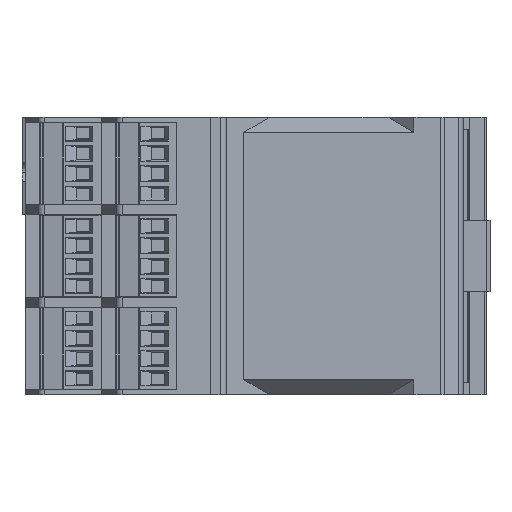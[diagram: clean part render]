
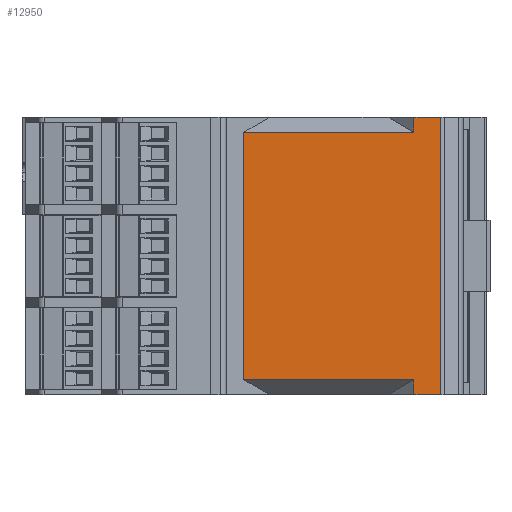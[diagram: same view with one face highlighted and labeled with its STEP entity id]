
A CAD part, left-side view. The second image highlights one B-rep face of the part: STEP entity #12950.
In plain terms, the highlighted planar face has unit normal (-1, 0, 0).
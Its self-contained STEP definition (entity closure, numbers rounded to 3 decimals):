
#450=CARTESIAN_POINT('',(-42.497,20.,
-8.9));
#460=VERTEX_POINT('',#450);
#490=CARTESIAN_POINT('',(-42.497,0.5,
-8.9));
#500=DIRECTION('',(0.,-1.,0.));
#510=VECTOR('',#500,1.);
#520=LINE('',#490,#510);
#530=CARTESIAN_POINT('',(-42.497,13.452,
-8.9));
#540=VERTEX_POINT('',#530);
#550=EDGE_CURVE('',#460,#540,#520,.T.);
#9210=CARTESIAN_POINT('',(-42.497,13.452,
58.9));
#9220=VERTEX_POINT('',#9210);
#9250=CARTESIAN_POINT('',(-42.497,0.5,
58.9));
#9260=DIRECTION('',(0.,-1.,0.));
#9270=VECTOR('',#9260,1.);
#9280=LINE('',#9250,#9270);
#9290=CARTESIAN_POINT('',(-42.497,20.,
58.9));
#9300=VERTEX_POINT('',#9290);
#9310=EDGE_CURVE('',#9300,#9220,#9280,.T.);
#10210=CARTESIAN_POINT('',(-42.497,20.,
2.7));
#10220=DIRECTION('',(0.,0.,1.));
#10230=VECTOR('',#10220,1.);
#10240=LINE('',#10210,#10230);
#10250=CARTESIAN_POINT('',(-42.497,20.,
55.258));
#10260=VERTEX_POINT('',#10250);
#10270=EDGE_CURVE('',#10260,#9300,#10240,.T.);
#12290=CARTESIAN_POINT('',(-42.497,61.6,
55.258));
#12300=VERTEX_POINT('',#12290);
#12330=CARTESIAN_POINT('',(-42.497,61.6,
2.7));
#12340=DIRECTION('',(0.,0.,1.));
#12350=VECTOR('',#12340,1.);
#12360=LINE('',#12330,#12350);
#12370=CARTESIAN_POINT('',(-42.497,61.6,
-5.258));
#12380=VERTEX_POINT('',#12370);
#12390=EDGE_CURVE('',#12380,#12300,#12360,.T.);
#12580=CARTESIAN_POINT('',(-42.497,13.452,
-8.9));
#12590=DIRECTION('',(-1.,0.,0.));
#12600=DIRECTION('',(0.,-1.,0.));
#12610=AXIS2_PLACEMENT_3D('',#12580,#12590,#12600);
#12620=PLANE('',#12610);
#12630=CARTESIAN_POINT('',(-42.497,20.,
2.7));
#12640=DIRECTION('',(0.,0.,1.));
#12650=VECTOR('',#12640,1.);
#12660=LINE('',#12630,#12650);
#12670=CARTESIAN_POINT('',(-42.497,20.,
-5.258));
#12680=VERTEX_POINT('',#12670);
#12690=EDGE_CURVE('',#460,#12680,#12660,.T.);
#12700=ORIENTED_EDGE('',*,*,#12690,.F.);
#12710=CARTESIAN_POINT('',(-42.497,0.5,
-5.258));
#12720=DIRECTION('',(0.,-1.,0.));
#12730=VECTOR('',#12720,1.);
#12740=LINE('',#12710,#12730);
#12750=EDGE_CURVE('',#12380,#12680,#12740,.T.);
#12760=ORIENTED_EDGE('',*,*,#12750,.T.);
#12770=ORIENTED_EDGE('',*,*,#12390,.F.);
#12780=CARTESIAN_POINT('',(-42.497,0.5,
55.258));
#12790=DIRECTION('',(0.,-1.,0.));
#12800=VECTOR('',#12790,1.);
#12810=LINE('',#12780,#12800);
#12820=EDGE_CURVE('',#12300,#10260,#12810,.T.);
#12830=ORIENTED_EDGE('',*,*,#12820,.F.);
#12840=ORIENTED_EDGE('',*,*,#10270,.F.);
#12850=ORIENTED_EDGE('',*,*,#9310,.F.);
#12860=CARTESIAN_POINT('',(-42.497,13.452,
-8.9));
#12870=DIRECTION('',(0.,0.,1.));
#12880=VECTOR('',#12870,1.);
#12890=LINE('',#12860,#12880);
#12900=EDGE_CURVE('',#540,#9220,#12890,.T.);
#12910=ORIENTED_EDGE('',*,*,#12900,.T.);
#12920=ORIENTED_EDGE('',*,*,#550,.T.);
#12930=EDGE_LOOP('',(#12920,#12910,#12850,#12840,#12830,#12770,#12760,
#12700));
#12940=FACE_OUTER_BOUND('',#12930,.T.);
#12950=ADVANCED_FACE('',(#12940),#12620,.T.);
